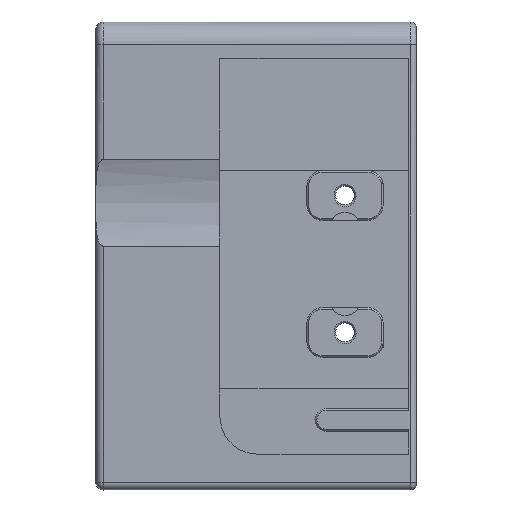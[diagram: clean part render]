
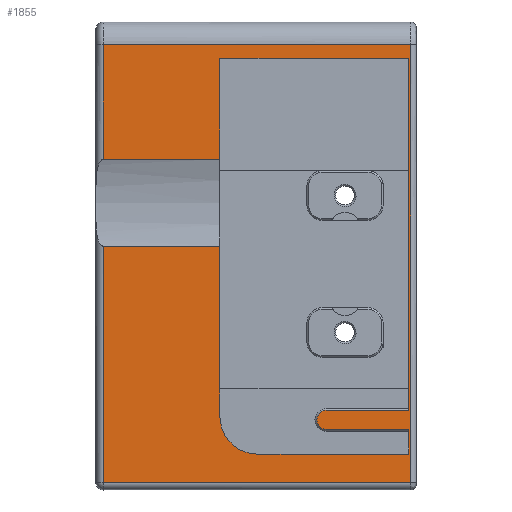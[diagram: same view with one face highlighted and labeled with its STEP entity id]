
A CAD part, top view. The second image highlights one B-rep face of the part: STEP entity #1855.
In plain terms, the highlighted planar face has unit normal (0, 0, 1).
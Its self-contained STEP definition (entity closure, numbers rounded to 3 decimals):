
#61=CIRCLE('',#1990,1.25);
#62=CIRCLE('',#1991,5.);
#148=LINE('',#3094,#320);
#151=LINE('',#3121,#323);
#155=LINE('',#3159,#327);
#156=LINE('',#3162,#328);
#158=LINE('',#3166,#330);
#159=LINE('',#3168,#331);
#160=LINE('',#3170,#332);
#161=LINE('',#3172,#333);
#162=LINE('',#3174,#334);
#163=LINE('',#3178,#335);
#164=LINE('',#3180,#336);
#165=LINE('',#3182,#337);
#166=LINE('',#3186,#338);
#167=LINE('',#3187,#339);
#320=VECTOR('',#2159,10.);
#323=VECTOR('',#2170,10.);
#327=VECTOR('',#2204,10.);
#328=VECTOR('',#2209,10.);
#330=VECTOR('',#2213,10.);
#331=VECTOR('',#2214,10.);
#332=VECTOR('',#2215,10.);
#333=VECTOR('',#2216,10.);
#334=VECTOR('',#2217,10.);
#335=VECTOR('',#2220,10.);
#336=VECTOR('',#2221,10.);
#337=VECTOR('',#2222,10.);
#338=VECTOR('',#2225,10.);
#339=VECTOR('',#2226,10.);
#486=PLANE('',#1989);
#562=FACE_OUTER_BOUND('',#678,.T.);
#678=EDGE_LOOP('',(#1373,#1374,#1375,#1376,#1377,#1378,#1379,#1380,#1381,
#1382,#1383,#1384,#1385,#1386,#1387,#1388,#1389));
#782=B_SPLINE_CURVE_WITH_KNOTS('',3,(#2818,#2819,#2820,#2821,#2822),
 .UNSPECIFIED.,.F.,.F.,(4,1,4),(-6.195,-3.731,-0.445),
 .UNSPECIFIED.);
#816=VERTEX_POINT('',#2763);
#818=VERTEX_POINT('',#2811);
#838=VERTEX_POINT('',#3072);
#841=VERTEX_POINT('',#3092);
#844=VERTEX_POINT('',#3103);
#845=VERTEX_POINT('',#3120);
#850=VERTEX_POINT('',#3165);
#851=VERTEX_POINT('',#3167);
#852=VERTEX_POINT('',#3169);
#853=VERTEX_POINT('',#3171);
#854=VERTEX_POINT('',#3173);
#855=VERTEX_POINT('',#3175);
#856=VERTEX_POINT('',#3177);
#857=VERTEX_POINT('',#3179);
#858=VERTEX_POINT('',#3181);
#859=VERTEX_POINT('',#3183);
#860=VERTEX_POINT('',#3185);
#992=EDGE_CURVE('',#818,#816,#782,.T.);
#1025=EDGE_CURVE('',#841,#838,#148,.T.);
#1031=EDGE_CURVE('',#844,#845,#151,.T.);
#1044=EDGE_CURVE('',#845,#818,#155,.T.);
#1045=EDGE_CURVE('',#816,#841,#156,.T.);
#1047=EDGE_CURVE('',#844,#850,#158,.T.);
#1048=EDGE_CURVE('',#850,#851,#159,.T.);
#1049=EDGE_CURVE('',#852,#851,#160,.T.);
#1050=EDGE_CURVE('',#853,#852,#161,.T.);
#1051=EDGE_CURVE('',#853,#854,#162,.T.);
#1052=EDGE_CURVE('',#854,#855,#61,.T.);
#1053=EDGE_CURVE('',#855,#856,#163,.T.);
#1054=EDGE_CURVE('',#857,#856,#164,.T.);
#1055=EDGE_CURVE('',#858,#857,#165,.T.);
#1056=EDGE_CURVE('',#858,#859,#62,.T.);
#1057=EDGE_CURVE('',#859,#860,#166,.T.);
#1058=EDGE_CURVE('',#860,#838,#167,.T.);
#1373=ORIENTED_EDGE('',*,*,#992,.F.);
#1374=ORIENTED_EDGE('',*,*,#1044,.F.);
#1375=ORIENTED_EDGE('',*,*,#1031,.F.);
#1376=ORIENTED_EDGE('',*,*,#1047,.T.);
#1377=ORIENTED_EDGE('',*,*,#1048,.T.);
#1378=ORIENTED_EDGE('',*,*,#1049,.F.);
#1379=ORIENTED_EDGE('',*,*,#1050,.F.);
#1380=ORIENTED_EDGE('',*,*,#1051,.T.);
#1381=ORIENTED_EDGE('',*,*,#1052,.T.);
#1382=ORIENTED_EDGE('',*,*,#1053,.T.);
#1383=ORIENTED_EDGE('',*,*,#1054,.F.);
#1384=ORIENTED_EDGE('',*,*,#1055,.F.);
#1385=ORIENTED_EDGE('',*,*,#1056,.T.);
#1386=ORIENTED_EDGE('',*,*,#1057,.T.);
#1387=ORIENTED_EDGE('',*,*,#1058,.T.);
#1388=ORIENTED_EDGE('',*,*,#1025,.F.);
#1389=ORIENTED_EDGE('',*,*,#1045,.F.);
#1855=ADVANCED_FACE('',(#562),#486,.T.);
#1989=AXIS2_PLACEMENT_3D('',#3164,#2211,#2212);
#1990=AXIS2_PLACEMENT_3D('',#3176,#2218,#2219);
#1991=AXIS2_PLACEMENT_3D('',#3184,#2223,#2224);
#2159=DIRECTION('',(0.,1.,0.));
#2170=DIRECTION('',(0.,1.,0.));
#2204=DIRECTION('',(1.,0.,0.));
#2209=DIRECTION('',(-1.,0.,0.));
#2211=DIRECTION('center_axis',(0.,0.,1.));
#2212=DIRECTION('ref_axis',(-1.,0.,0.));
#2213=DIRECTION('',(1.,0.,0.));
#2214=DIRECTION('',(0.,1.,0.));
#2215=DIRECTION('',(-1.,0.,0.));
#2216=DIRECTION('',(0.,1.,0.));
#2217=DIRECTION('',(-1.,0.,0.));
#2218=DIRECTION('center_axis',(0.,0.,
1.));
#2219=DIRECTION('ref_axis',(-1.,0.,0.));
#2220=DIRECTION('',(1.,0.,0.));
#2221=DIRECTION('',(0.,1.,0.));
#2222=DIRECTION('',(1.,0.,0.));
#2223=DIRECTION('center_axis',(0.,0.,-1.));
#2224=DIRECTION('ref_axis',(1.,0.,0.));
#2225=DIRECTION('',(0.,1.,0.));
#2226=DIRECTION('',(-1.,0.,0.));
#2763=CARTESIAN_POINT('',(-487.292,-21.879,14.119));
#2811=CARTESIAN_POINT('',(-487.292,35.621,14.119));
#2818=CARTESIAN_POINT('Ctrl Pts',(-487.292,35.621,14.119));
#2819=CARTESIAN_POINT('Ctrl Pts',(-487.292,27.397,14.119));
#2820=CARTESIAN_POINT('Ctrl Pts',(-487.292,8.246,14.119));
#2821=CARTESIAN_POINT('Ctrl Pts',(-487.292,-10.934,14.119));
#2822=CARTESIAN_POINT('Ctrl Pts',(-487.292,-21.879,14.119));
#3072=CARTESIAN_POINT('',(-527.685,9.159,14.119));
#3092=CARTESIAN_POINT('',(-527.685,-21.879,14.119));
#3094=CARTESIAN_POINT('',(-527.685,25.721,14.119));
#3103=CARTESIAN_POINT('',(-527.685,20.584,14.119));
#3120=CARTESIAN_POINT('',(-527.685,35.621,14.119));
#3121=CARTESIAN_POINT('',(-527.685,25.721,14.119));
#3159=CARTESIAN_POINT('',(-121.485,35.621,14.119));
#3162=CARTESIAN_POINT('',(-121.485,-21.879,14.119));
#3164=CARTESIAN_POINT('Origin',(-119.259,43.571,14.119));
#3165=CARTESIAN_POINT('',(-512.385,20.584,14.119));
#3166=CARTESIAN_POINT('',(-513.902,20.584,14.119));
#3167=CARTESIAN_POINT('',(-512.385,33.821,14.119));
#3168=CARTESIAN_POINT('',(-512.385,38.356,14.119));
#3169=CARTESIAN_POINT('',(-487.585,33.821,14.119));
#3170=CARTESIAN_POINT('',(-312.715,33.821,14.119));
#3171=CARTESIAN_POINT('',(-487.585,-12.429,14.119));
#3172=CARTESIAN_POINT('',(-487.585,-21.879,14.119));
#3173=CARTESIAN_POINT('',(-498.385,-12.429,14.119));
#3174=CARTESIAN_POINT('',(-476.385,-12.429,14.119));
#3175=CARTESIAN_POINT('',(-498.385,-14.929,14.119));
#3176=CARTESIAN_POINT('Origin',(-498.385,-13.679,14.119));
#3177=CARTESIAN_POINT('',(-487.585,-14.929,14.119));
#3178=CARTESIAN_POINT('',(-486.585,-14.929,14.119));
#3179=CARTESIAN_POINT('',(-487.585,-18.179,14.119));
#3180=CARTESIAN_POINT('',(-487.585,-21.879,14.119));
#3181=CARTESIAN_POINT('',(-507.385,-18.179,14.119));
#3182=CARTESIAN_POINT('',(-128.825,-18.179,14.119));
#3183=CARTESIAN_POINT('',(-512.385,-13.179,14.119));
#3184=CARTESIAN_POINT('Origin',(-507.385,-13.179,14.119));
#3185=CARTESIAN_POINT('',(-512.385,9.159,14.119));
#3186=CARTESIAN_POINT('',(-512.385,38.356,14.119));
#3187=CARTESIAN_POINT('',(-517.185,9.159,14.119));
